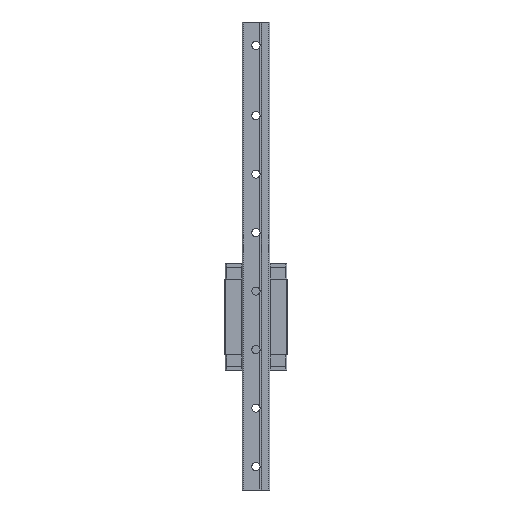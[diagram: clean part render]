
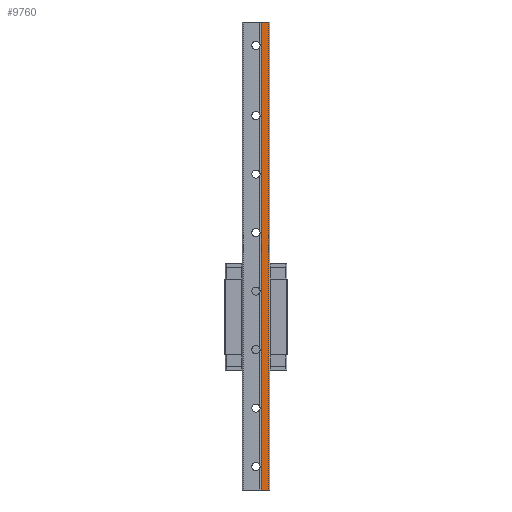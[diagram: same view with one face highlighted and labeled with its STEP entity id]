
A CAD part, front view. The second image highlights one B-rep face of the part: STEP entity #9760.
In plain terms, the highlighted planar face has unit normal (0, -1, 0).
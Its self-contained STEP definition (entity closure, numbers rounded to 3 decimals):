
#352 = CARTESIAN_POINT ( 'NONE',  ( 2.393, -5.5, 100. ) ) ;
#476 = DIRECTION ( 'NONE',  ( 0., 0., 1. ) ) ;
#635 = DIRECTION ( 'NONE',  ( 0., 0., -1. ) ) ;
#1909 = CARTESIAN_POINT ( 'NONE',  ( 5.484, -5.5, 100. ) ) ;
#3684 = ORIENTED_EDGE ( 'NONE', *, *, #11681, .T. ) ;
#3920 = LINE ( 'NONE', #5770, #7183 ) ;
#4426 = DIRECTION ( 'NONE',  ( 0., 1., 0. ) ) ;
#4716 = ORIENTED_EDGE ( 'NONE', *, *, #8444, .T. ) ;
#5210 = CARTESIAN_POINT ( 'NONE',  ( 2.393, -5.5, -100. ) ) ;
#5770 = CARTESIAN_POINT ( 'NONE',  ( 2.393, -5.5, 100. ) ) ;
#5804 = PLANE ( 'NONE',  #17365 ) ;
#7183 = VECTOR ( 'NONE', #16934, 1000. ) ;
#7723 = DIRECTION ( 'NONE',  ( 1., 0., 0. ) ) ;
#8299 = VERTEX_POINT ( 'NONE', #15653 ) ;
#8444 = EDGE_CURVE ( 'NONE', #8482, #14567, #9442, .T. ) ;
#8482 = VERTEX_POINT ( 'NONE', #12113 ) ;
#8970 = VECTOR ( 'NONE', #7723, 1000. ) ;
#9442 = LINE ( 'NONE', #17631, #13562 ) ;
#9760 = ADVANCED_FACE ( 'NONE', ( #13675 ), #5804, .F. ) ;
#9856 = LINE ( 'NONE', #16042, #8970 ) ;
#10575 = ORIENTED_EDGE ( 'NONE', *, *, #17599, .F. ) ;
#10583 = EDGE_CURVE ( 'NONE', #13832, #8299, #16815, .T. ) ;
#10610 = DIRECTION ( 'NONE',  ( 0., 0., -1. ) ) ;
#11681 = EDGE_CURVE ( 'NONE', #14567, #8299, #9856, .T. ) ;
#12113 = CARTESIAN_POINT ( 'NONE',  ( 2.393, -5.5, 100. ) ) ;
#12430 = CARTESIAN_POINT ( 'NONE',  ( 5.484, -5.5, 100. ) ) ;
#13183 = VECTOR ( 'NONE', #635, 1000. ) ;
#13562 = VECTOR ( 'NONE', #10610, 1000. ) ;
#13675 = FACE_OUTER_BOUND ( 'NONE', #17350, .T. ) ;
#13832 = VERTEX_POINT ( 'NONE', #12430 ) ;
#14567 = VERTEX_POINT ( 'NONE', #5210 ) ;
#15473 = ORIENTED_EDGE ( 'NONE', *, *, #10583, .F. ) ;
#15653 = CARTESIAN_POINT ( 'NONE',  ( 5.484, -5.5, -100. ) ) ;
#16042 = CARTESIAN_POINT ( 'NONE',  ( 2.393, -5.5, -100. ) ) ;
#16815 = LINE ( 'NONE', #1909, #13183 ) ;
#16934 = DIRECTION ( 'NONE',  ( 1., 0., 0. ) ) ;
#17350 = EDGE_LOOP ( 'NONE', ( #3684, #15473, #10575, #4716 ) ) ;
#17365 = AXIS2_PLACEMENT_3D ( 'NONE', #352, #4426, #476 ) ;
#17599 = EDGE_CURVE ( 'NONE', #8482, #13832, #3920, .T. ) ;
#17631 = CARTESIAN_POINT ( 'NONE',  ( 2.393, -5.5, 100. ) ) ;
